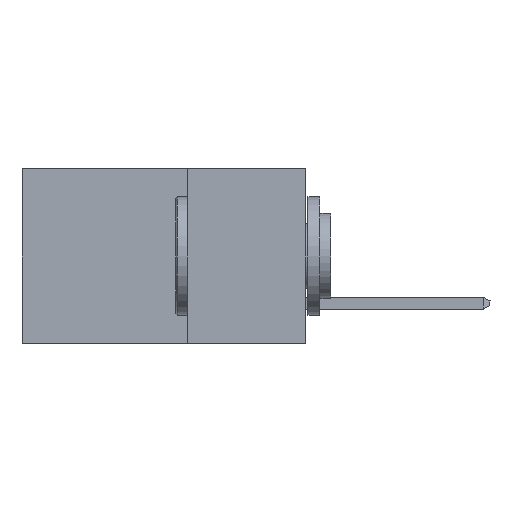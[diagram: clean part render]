
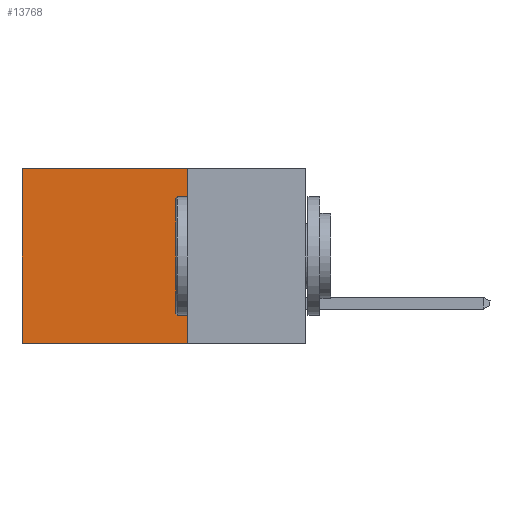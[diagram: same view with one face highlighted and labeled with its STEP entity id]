
A CAD part, left-side view. The second image highlights one B-rep face of the part: STEP entity #13768.
In plain terms, the highlighted planar face has unit normal (-1, 0, 0).
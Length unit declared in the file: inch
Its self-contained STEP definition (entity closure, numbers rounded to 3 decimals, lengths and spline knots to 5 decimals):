
#10 = EDGE_CURVE ( 'NONE', #19227, #1795, #12017, .T. ) ;
#330 = CARTESIAN_POINT ( 'NONE',  ( 0.2615, 0.25, -0.37 ) ) ;
#1076 = VECTOR ( 'NONE', #15992, 39.37008 ) ;
#1795 = VERTEX_POINT ( 'NONE', #7037 ) ;
#3100 = DIRECTION ( 'NONE',  ( 0., 1., 0. ) ) ;
#3226 = EDGE_CURVE ( 'NONE', #15862, #1795, #15203, .T. ) ;
#4141 = EDGE_CURVE ( 'NONE', #15749, #15862, #23181, .T. ) ;
#5445 = ORIENTED_EDGE ( 'NONE', *, *, #10, .T. ) ;
#5645 = CARTESIAN_POINT ( 'NONE',  ( 0.2615, 0.25, 0. ) ) ;
#6552 = DIRECTION ( 'NONE',  ( 0., 0., -1. ) ) ;
#7037 = CARTESIAN_POINT ( 'NONE',  ( 0.2615, 0.6, -0.37 ) ) ;
#7627 = VECTOR ( 'NONE', #13081, 39.37008 ) ;
#7690 = EDGE_CURVE ( 'NONE', #15749, #19227, #11210, .T. ) ;
#8775 = PLANE ( 'NONE',  #14082 ) ;
#11210 = LINE ( 'NONE', #18755, #7627 ) ;
#12017 = LINE ( 'NONE', #19567, #22168 ) ;
#12620 = FACE_OUTER_BOUND ( 'NONE', #22748, .T. ) ;
#13081 = DIRECTION ( 'NONE',  ( 0., 1., 0. ) ) ;
#13768 = ADVANCED_FACE ( 'NONE', ( #12620 ), #8775, .F. ) ;
#14082 = AXIS2_PLACEMENT_3D ( 'NONE', #16204, #19906, #6552 ) ;
#15203 = LINE ( 'NONE', #20631, #22732 ) ;
#15321 = ORIENTED_EDGE ( 'NONE', *, *, #3226, .F. ) ;
#15749 = VERTEX_POINT ( 'NONE', #5645 ) ;
#15862 = VERTEX_POINT ( 'NONE', #330 ) ;
#15992 = DIRECTION ( 'NONE',  ( 0., 0., -1. ) ) ;
#16204 = CARTESIAN_POINT ( 'NONE',  ( 0.2615, 0.25, -0.37 ) ) ;
#16314 = CARTESIAN_POINT ( 'NONE',  ( 0.2615, 0.6, 0. ) ) ;
#17284 = ORIENTED_EDGE ( 'NONE', *, *, #4141, .F. ) ;
#17472 = CARTESIAN_POINT ( 'NONE',  ( 0.2615, 0.25, -0.37 ) ) ;
#18755 = CARTESIAN_POINT ( 'NONE',  ( 0.2615, 0.25, 0. ) ) ;
#18978 = ORIENTED_EDGE ( 'NONE', *, *, #7690, .T. ) ;
#19227 = VERTEX_POINT ( 'NONE', #16314 ) ;
#19567 = CARTESIAN_POINT ( 'NONE',  ( 0.2615, 0.6, -0.37 ) ) ;
#19906 = DIRECTION ( 'NONE',  ( 1., 0., 0. ) ) ;
#20631 = CARTESIAN_POINT ( 'NONE',  ( 0.2615, 0.25, -0.37 ) ) ;
#21666 = DIRECTION ( 'NONE',  ( 0., 0., -1. ) ) ;
#22168 = VECTOR ( 'NONE', #21666, 39.37008 ) ;
#22732 = VECTOR ( 'NONE', #3100, 39.37008 ) ;
#22748 = EDGE_LOOP ( 'NONE', ( #5445, #15321, #17284, #18978 ) ) ;
#23181 = LINE ( 'NONE', #17472, #1076 ) ;
